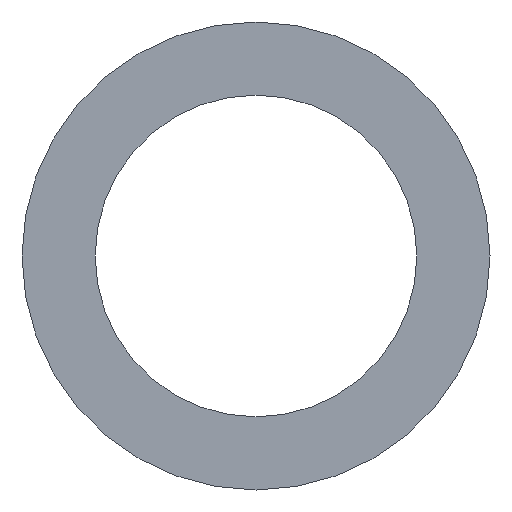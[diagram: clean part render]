
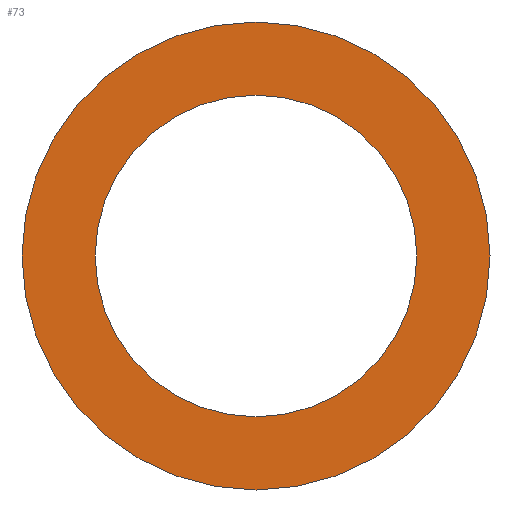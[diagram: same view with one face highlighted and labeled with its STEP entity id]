
A CAD part, front view. The second image highlights one B-rep face of the part: STEP entity #73.
In plain terms, the highlighted planar face has unit normal (0, -1, 0).
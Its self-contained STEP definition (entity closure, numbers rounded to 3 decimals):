
#16 = PLANE ( 'NONE',  #35 ) ;
#21 = CARTESIAN_POINT ( 'NONE',  ( 0., 0., -11. ) ) ;
#23 = CARTESIAN_POINT ( 'NONE',  ( 0., 0., 11. ) ) ;
#25 = AXIS2_PLACEMENT_3D ( 'NONE', #214, #219, #183 ) ;
#35 = AXIS2_PLACEMENT_3D ( 'NONE', #155, #51, #189 ) ;
#40 = EDGE_LOOP ( 'NONE', ( #207, #200 ) ) ;
#41 = AXIS2_PLACEMENT_3D ( 'NONE', #156, #198, #239 ) ;
#42 = CARTESIAN_POINT ( 'NONE',  ( 0., 0., 16. ) ) ;
#45 = EDGE_LOOP ( 'NONE', ( #164, #123 ) ) ;
#51 = DIRECTION ( 'NONE',  ( 0., 1., 0. ) ) ;
#62 = CARTESIAN_POINT ( 'NONE',  ( 0., 0., 0. ) ) ;
#64 = EDGE_CURVE ( 'NONE', #95, #191, #128, .T. ) ;
#66 = CARTESIAN_POINT ( 'NONE',  ( 0., 0., -16. ) ) ;
#69 = EDGE_CURVE ( 'NONE', #191, #95, #224, .T. ) ;
#72 = FACE_OUTER_BOUND ( 'NONE', #40, .T. ) ;
#73 = ADVANCED_FACE ( 'NONE', ( #72, #176 ), #16, .F. ) ;
#79 = EDGE_CURVE ( 'NONE', #89, #195, #175, .T. ) ;
#82 = DIRECTION ( 'NONE',  ( 0., 0., 1. ) ) ;
#85 = DIRECTION ( 'NONE',  ( 0., 1., 0. ) ) ;
#89 = VERTEX_POINT ( 'NONE', #42 ) ;
#93 = EDGE_CURVE ( 'NONE', #195, #89, #229, .T. ) ;
#95 = VERTEX_POINT ( 'NONE', #21 ) ;
#122 = AXIS2_PLACEMENT_3D ( 'NONE', #62, #247, #136 ) ;
#123 = ORIENTED_EDGE ( 'NONE', *, *, #69, .T. ) ;
#128 = CIRCLE ( 'NONE', #25, 11. ) ;
#135 = AXIS2_PLACEMENT_3D ( 'NONE', #204, #85, #82 ) ;
#136 = DIRECTION ( 'NONE',  ( 0., 0., 1. ) ) ;
#155 = CARTESIAN_POINT ( 'NONE',  ( 0., 0., 0. ) ) ;
#156 = CARTESIAN_POINT ( 'NONE',  ( 0., 0., 0. ) ) ;
#164 = ORIENTED_EDGE ( 'NONE', *, *, #64, .T. ) ;
#175 = CIRCLE ( 'NONE', #135, 16. ) ;
#176 = FACE_BOUND ( 'NONE', #45, .T. ) ;
#183 = DIRECTION ( 'NONE',  ( 0., 0., 1. ) ) ;
#189 = DIRECTION ( 'NONE',  ( 0., 0., 1. ) ) ;
#191 = VERTEX_POINT ( 'NONE', #23 ) ;
#195 = VERTEX_POINT ( 'NONE', #66 ) ;
#198 = DIRECTION ( 'NONE',  ( 0., 1., 0. ) ) ;
#200 = ORIENTED_EDGE ( 'NONE', *, *, #79, .F. ) ;
#204 = CARTESIAN_POINT ( 'NONE',  ( 0., 0., 0. ) ) ;
#207 = ORIENTED_EDGE ( 'NONE', *, *, #93, .F. ) ;
#214 = CARTESIAN_POINT ( 'NONE',  ( 0., 0., 0. ) ) ;
#219 = DIRECTION ( 'NONE',  ( 0., 1., 0. ) ) ;
#224 = CIRCLE ( 'NONE', #41, 11. ) ;
#229 = CIRCLE ( 'NONE', #122, 16. ) ;
#239 = DIRECTION ( 'NONE',  ( 0., 0., 1. ) ) ;
#247 = DIRECTION ( 'NONE',  ( 0., 1., 0. ) ) ;
